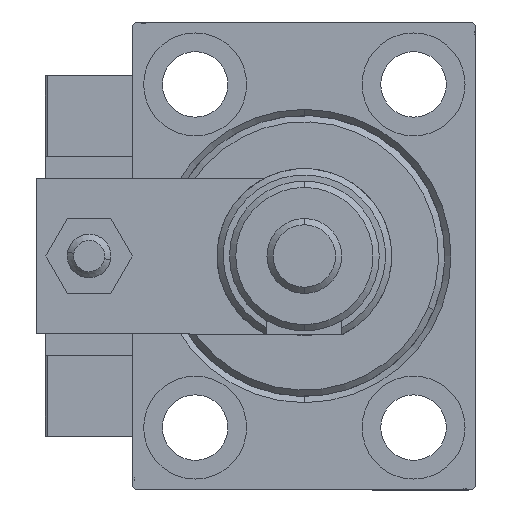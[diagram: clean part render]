
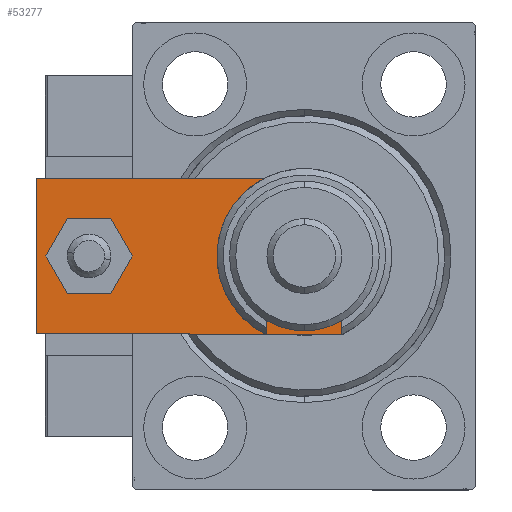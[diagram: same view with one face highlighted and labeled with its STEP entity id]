
A CAD part, left-side view. The second image highlights one B-rep face of the part: STEP entity #53277.
In plain terms, the highlighted face is planar.
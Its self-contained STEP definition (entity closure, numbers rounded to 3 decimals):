
#354 = DIRECTION ( 'NONE',  ( 1., 0., 0. ) ) ;
#496 = VERTEX_POINT ( 'NONE', #40761 ) ;
#982 = ORIENTED_EDGE ( 'NONE', *, *, #17530, .T. ) ;
#1000 = EDGE_CURVE ( 'NONE', #23331, #8127, #37439, .T. ) ;
#3025 = DIRECTION ( 'NONE',  ( 1., 0., 0. ) ) ;
#3484 = EDGE_CURVE ( 'NONE', #496, #18309, #51418, .T. ) ;
#3549 = EDGE_CURVE ( 'NONE', #18309, #496, #18559, .T. ) ;
#3587 = CARTESIAN_POINT ( 'NONE',  ( 0., 46.5, 6. ) ) ;
#3622 = ORIENTED_EDGE ( 'NONE', *, *, #28628, .T. ) ;
#3849 = ORIENTED_EDGE ( 'NONE', *, *, #46428, .F. ) ;
#4134 = FACE_OUTER_BOUND ( 'NONE', #20598, .T. ) ;
#4452 = AXIS2_PLACEMENT_3D ( 'NONE', #52075, #15499, #50828 ) ;
#5753 = EDGE_CURVE ( 'NONE', #38581, #50603, #34228, .T. ) ;
#6883 = VECTOR ( 'NONE', #13573, 1000. ) ;
#7128 = ORIENTED_EDGE ( 'NONE', *, *, #7636, .T. ) ;
#7373 = ORIENTED_EDGE ( 'NONE', *, *, #3484, .F. ) ;
#7636 = EDGE_CURVE ( 'NONE', #38749, #23331, #29361, .T. ) ;
#8127 = VERTEX_POINT ( 'NONE', #30238 ) ;
#8244 = VECTOR ( 'NONE', #354, 1000. ) ;
#9763 = DIRECTION ( 'NONE',  ( 1., 0., 0. ) ) ;
#11063 = CARTESIAN_POINT ( 'NONE',  ( 12.5, 55., 6. ) ) ;
#11516 = CARTESIAN_POINT ( 'NONE',  ( 12.5, 55., 6. ) ) ;
#11680 = ORIENTED_EDGE ( 'NONE', *, *, #39564, .T. ) ;
#11756 = CARTESIAN_POINT ( 'NONE',  ( -12.5, 5.66, 6. ) ) ;
#13021 = CARTESIAN_POINT ( 'NONE',  ( 12.5, 5.66, 6. ) ) ;
#13242 = CARTESIAN_POINT ( 'NONE',  ( 8.25, 12., 6. ) ) ;
#13573 = DIRECTION ( 'NONE',  ( 0., 1., 0. ) ) ;
#13744 = VERTEX_POINT ( 'NONE', #13021 ) ;
#14699 = LINE ( 'NONE', #26369, #26636 ) ;
#15258 = CARTESIAN_POINT ( 'NONE',  ( -12.5, 55., 6. ) ) ;
#15499 = DIRECTION ( 'NONE',  ( 0., 0., 1. ) ) ;
#16319 = EDGE_CURVE ( 'NONE', #20662, #38749, #25205, .T. ) ;
#17112 = ORIENTED_EDGE ( 'NONE', *, *, #5753, .F. ) ;
#17509 = ORIENTED_EDGE ( 'NONE', *, *, #1000, .T. ) ;
#17530 = EDGE_CURVE ( 'NONE', #13744, #33966, #50688, .T. ) ;
#18309 = VERTEX_POINT ( 'NONE', #20658 ) ;
#18559 = CIRCLE ( 'NONE', #48832, 4. ) ;
#19832 = DIRECTION ( 'NONE',  ( 0., 0., 1. ) ) ;
#20095 = DIRECTION ( 'NONE',  ( 1., 0., 0. ) ) ;
#20598 = EDGE_LOOP ( 'NONE', ( #51863, #7128, #17509, #11680, #982, #3622 ) ) ;
#20620 = CARTESIAN_POINT ( 'NONE',  ( 0., 12., 6. ) ) ;
#20658 = CARTESIAN_POINT ( 'NONE',  ( -4., 46.5, 6. ) ) ;
#20661 = CARTESIAN_POINT ( 'NONE',  ( -12.5, 0., 6. ) ) ;
#20662 = VERTEX_POINT ( 'NONE', #15258 ) ;
#20883 = DIRECTION ( 'NONE',  ( 0., -1., 0. ) ) ;
#21745 = CARTESIAN_POINT ( 'NONE',  ( -6.84, 0., 6. ) ) ;
#21982 = DIRECTION ( 'NONE',  ( 0., 0., 1. ) ) ;
#23331 = VERTEX_POINT ( 'NONE', #21745 ) ;
#25205 = LINE ( 'NONE', #28735, #44020 ) ;
#25628 = CARTESIAN_POINT ( 'NONE',  ( -8.25, 12., 6. ) ) ;
#25758 = DIRECTION ( 'NONE',  ( 0., 0., 1. ) ) ;
#26369 = CARTESIAN_POINT ( 'NONE',  ( 3.42, -3.42, 6. ) ) ;
#26636 = VECTOR ( 'NONE', #39353, 1000. ) ;
#28228 = PLANE ( 'NONE',  #45288 ) ;
#28628 = EDGE_CURVE ( 'NONE', #33966, #20662, #31666, .T. ) ;
#28735 = CARTESIAN_POINT ( 'NONE',  ( -12.5, 55., 6. ) ) ;
#28953 = AXIS2_PLACEMENT_3D ( 'NONE', #3587, #19832, #20095 ) ;
#29361 = LINE ( 'NONE', #46140, #42964 ) ;
#30238 = CARTESIAN_POINT ( 'NONE',  ( 6.84, 0., 6. ) ) ;
#31666 = LINE ( 'NONE', #11063, #34988 ) ;
#33824 = CIRCLE ( 'NONE', #4452, 8.25 ) ;
#33966 = VERTEX_POINT ( 'NONE', #11516 ) ;
#34228 = CIRCLE ( 'NONE', #47221, 8.25 ) ;
#34424 = CARTESIAN_POINT ( 'NONE',  ( 0., 46.5, 6. ) ) ;
#34988 = VECTOR ( 'NONE', #39264, 1000. ) ;
#35097 = ORIENTED_EDGE ( 'NONE', *, *, #3549, .F. ) ;
#37428 = CARTESIAN_POINT ( 'NONE',  ( 12.5, 0., 6. ) ) ;
#37439 = LINE ( 'NONE', #20661, #8244 ) ;
#38581 = VERTEX_POINT ( 'NONE', #25628 ) ;
#38749 = VERTEX_POINT ( 'NONE', #11756 ) ;
#39264 = DIRECTION ( 'NONE',  ( -1., 0., 0. ) ) ;
#39353 = DIRECTION ( 'NONE',  ( 0.707, 0.707, 0. ) ) ;
#39564 = EDGE_CURVE ( 'NONE', #8127, #13744, #14699, .T. ) ;
#40761 = CARTESIAN_POINT ( 'NONE',  ( 4., 46.5, 6. ) ) ;
#41224 = FACE_BOUND ( 'NONE', #44765, .T. ) ;
#42964 = VECTOR ( 'NONE', #45338, 1000. ) ;
#43319 = EDGE_LOOP ( 'NONE', ( #17112, #3849 ) ) ;
#44020 = VECTOR ( 'NONE', #20883, 1000. ) ;
#44478 = FACE_BOUND ( 'NONE', #43319, .T. ) ;
#44765 = EDGE_LOOP ( 'NONE', ( #35097, #7373 ) ) ;
#45288 = AXIS2_PLACEMENT_3D ( 'NONE', #46896, #21982, #50689 ) ;
#45338 = DIRECTION ( 'NONE',  ( 0.707, -0.707, 0. ) ) ;
#46140 = CARTESIAN_POINT ( 'NONE',  ( -3.42, -3.42, 6. ) ) ;
#46428 = EDGE_CURVE ( 'NONE', #50603, #38581, #33824, .T. ) ;
#46896 = CARTESIAN_POINT ( 'NONE',  ( 0., 0., 6. ) ) ;
#47221 = AXIS2_PLACEMENT_3D ( 'NONE', #20620, #52579, #3025 ) ;
#48832 = AXIS2_PLACEMENT_3D ( 'NONE', #34424, #25758, #9763 ) ;
#50603 = VERTEX_POINT ( 'NONE', #13242 ) ;
#50688 = LINE ( 'NONE', #37428, #6883 ) ;
#50689 = DIRECTION ( 'NONE',  ( 1., 0., 0. ) ) ;
#50828 = DIRECTION ( 'NONE',  ( 1., 0., 0. ) ) ;
#51418 = CIRCLE ( 'NONE', #28953, 4. ) ;
#51863 = ORIENTED_EDGE ( 'NONE', *, *, #16319, .T. ) ;
#52075 = CARTESIAN_POINT ( 'NONE',  ( 0., 12., 6. ) ) ;
#52579 = DIRECTION ( 'NONE',  ( 0., 0., 1. ) ) ;
#53277 = ADVANCED_FACE ( 'NONE', ( #41224, #4134, #44478 ), #28228, .T. ) ;
